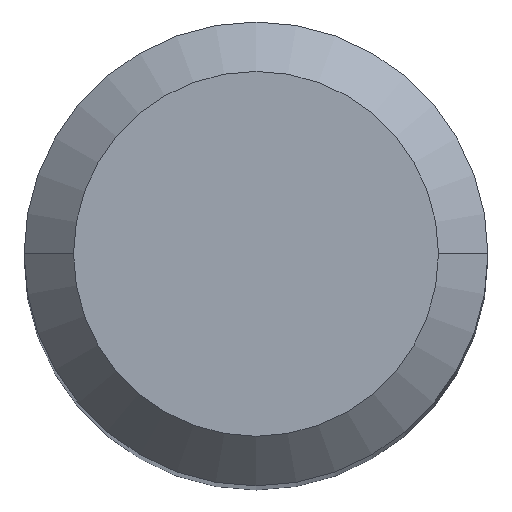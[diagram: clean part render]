
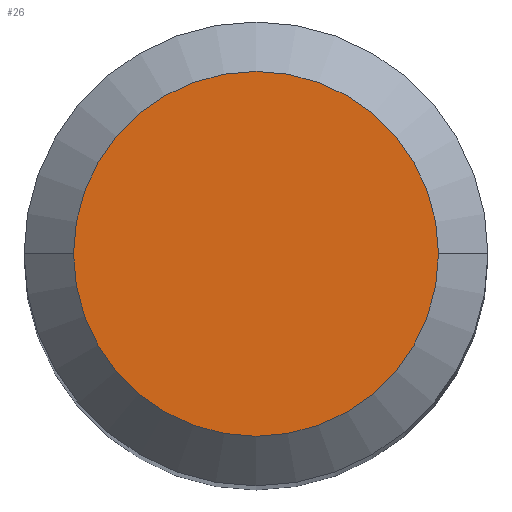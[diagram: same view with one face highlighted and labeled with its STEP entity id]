
A CAD part, top view. The second image highlights one B-rep face of the part: STEP entity #26.
In plain terms, the highlighted planar face has unit normal (0, 0, 1).
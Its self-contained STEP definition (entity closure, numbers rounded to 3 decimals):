
#1=CARTESIAN_POINT('POINT1',(0.937,0.
   ,6.35));
#2=VERTEX_POINT('VERTEX1',#1);
#3=CARTESIAN_POINT('POINT2',(-0.937,0.,6.35))
   ;
#4=VERTEX_POINT('VERTEX2',#3);
#5=CARTESIAN_POINT('POS1',(0.,0.,
   6.35));
#6=DIRECTION('DIR1',(0.,0.,
   1.));
#7=DIRECTION('DIR2',(1.,0.,
   0.));
#8=AXIS2_PLACEMENT_3D('AXIS1',#5,#6,#7);
#9=CIRCLE('ELLIPSE1',#8,0.937);
#10=EDGE_CURVE('EDGE1',#2,#4,#9,.T.);
#11=ORIENTED_EDGE('COEDGE1',*,*,#10,.T.);
#12=CARTESIAN_POINT('POS2',(0.,0.
   ,6.35));
#13=DIRECTION('DIR3',(0.,0.,
   1.));
#14=DIRECTION('DIR4',(-1.,0.,
   0.));
#15=AXIS2_PLACEMENT_3D('AXIS2',#12,#13,#14);
#16=CIRCLE('ELLIPSE2',#15,0.937);
#17=EDGE_CURVE('EDGE2',#4,#2,#16,.T.);
#18=ORIENTED_EDGE('COEDGE2',*,*,#17,.T.);
#19=EDGE_LOOP('NONE',(#11,#18));
#20=FACE_BOUND('LOOP1',#19,.T.);
#21=CARTESIAN_POINT('POS3',(0.,0.,6.35));
#22=DIRECTION('DIR5',(0.,0.,1.));
#23=DIRECTION('DIR6',(1.,0.,0.));
#24=AXIS2_PLACEMENT_3D('AXIS3',#21,#22,#23);
#25=PLANE('PLANE1',#24);
#26=ADVANCED_FACE('FACE1',(#20),#25,.T.);
